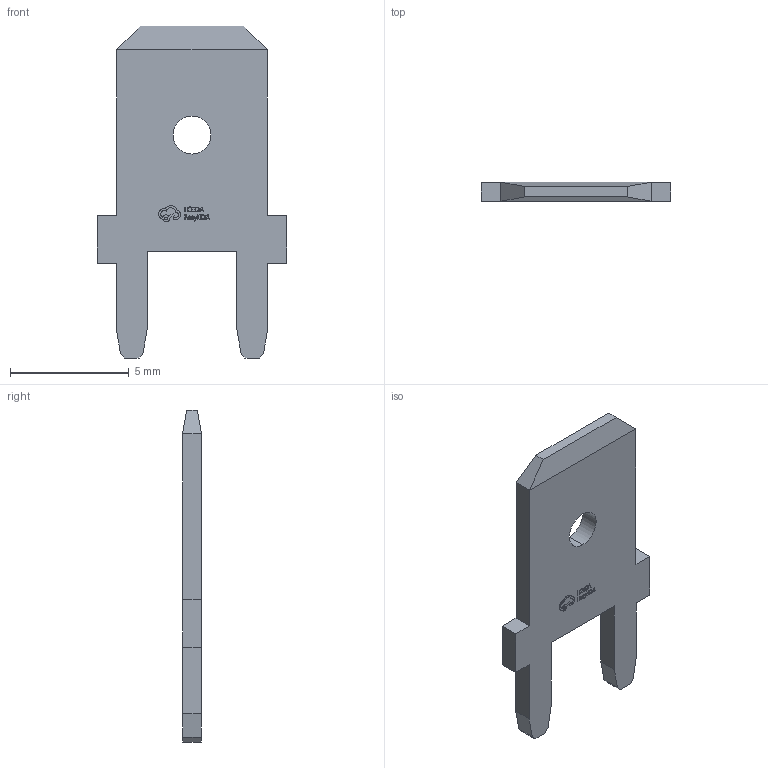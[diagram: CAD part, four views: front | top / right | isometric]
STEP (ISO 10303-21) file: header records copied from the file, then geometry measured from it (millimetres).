
FILE_DESCRIPTION (( 'STEP AP214' ), '1' );
FILE_NAME ('CONN-TH_726386-2.step', '2022-08-03T17:42:42', ( '' ), ( '' ), 'SwSTEP 2.0', 'SolidWorks 2020', '' );
FILE_SCHEMA (( 'AUTOMOTIVE_DESIGN' ));
Length unit declared in the file: millimetre
Products named in the file (1): CONN-TH_726386-2
Bounding box: 8 x 0.8 x 14 mm (x, y, z)
Volume: 56.5 mm3; surface area: 187 mm2
Topology: 14 solids, 14 shells, 263 faces, 701 edges, 466 vertices
Faces by surface type: plane 163, bspline 98, cylinder 2
Entity records: 11658 total; most frequent: CARTESIAN_POINT 2737, ORIENTED_EDGE 1402, DIRECTION 837, EDGE_CURVE 701, VECTOR 497, LINE 497, VERTEX_POINT 466, EDGE_LOOP 277
